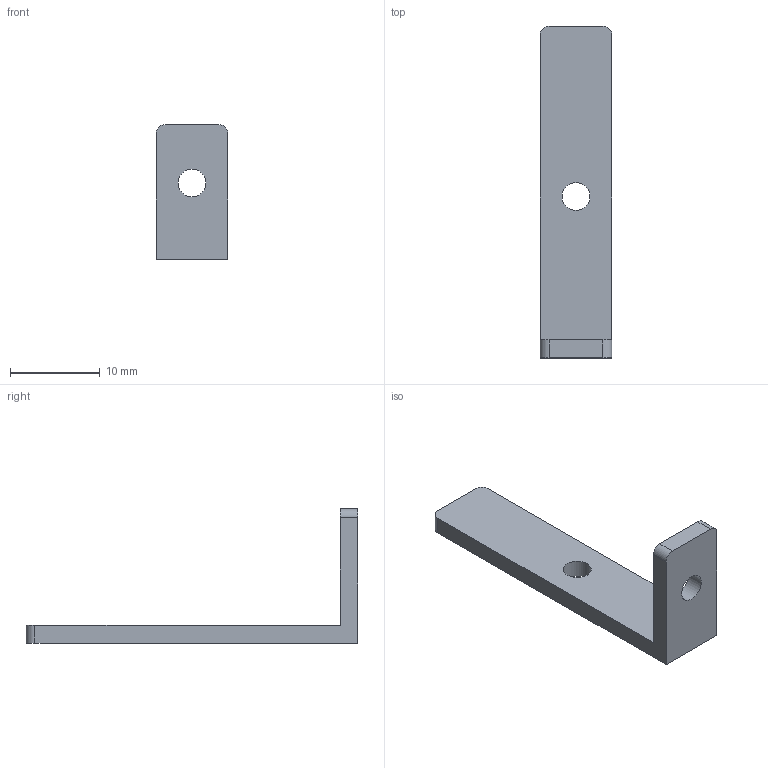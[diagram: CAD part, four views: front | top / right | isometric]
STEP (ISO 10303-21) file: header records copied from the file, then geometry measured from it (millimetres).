
FILE_DESCRIPTION (( 'STEP AP214' ), '1' );
FILE_NAME ('Equerre_PCB_02.STEP', '2019-02-27T15:36:53', ( '' ), ( '' ), 'SwSTEP 2.0', 'SolidWorks 2013', '' );
FILE_SCHEMA (( 'AUTOMOTIVE_DESIGN' ));
Length unit declared in the file: millimetre
Products named in the file (1): Equerre_PCB_02
Bounding box: 8 x 37 x 15 mm (x, y, z)
Volume: 768.1 mm3; surface area: 1035.6 mm2
Topology: 1 solids, 1 shells, 14 faces, 37 edges, 25 vertices
Faces by surface type: plane 8, cylinder 6
Full cylindrical faces by diameter (mm): 3.1 x2
Entity records: 464 total; most frequent: DIRECTION 76, CARTESIAN_POINT 73, ORIENTED_EDGE 68, EDGE_CURVE 34, AXIS2_PLACEMENT_3D 27, VERTEX_POINT 24, LINE 22, VECTOR 22
